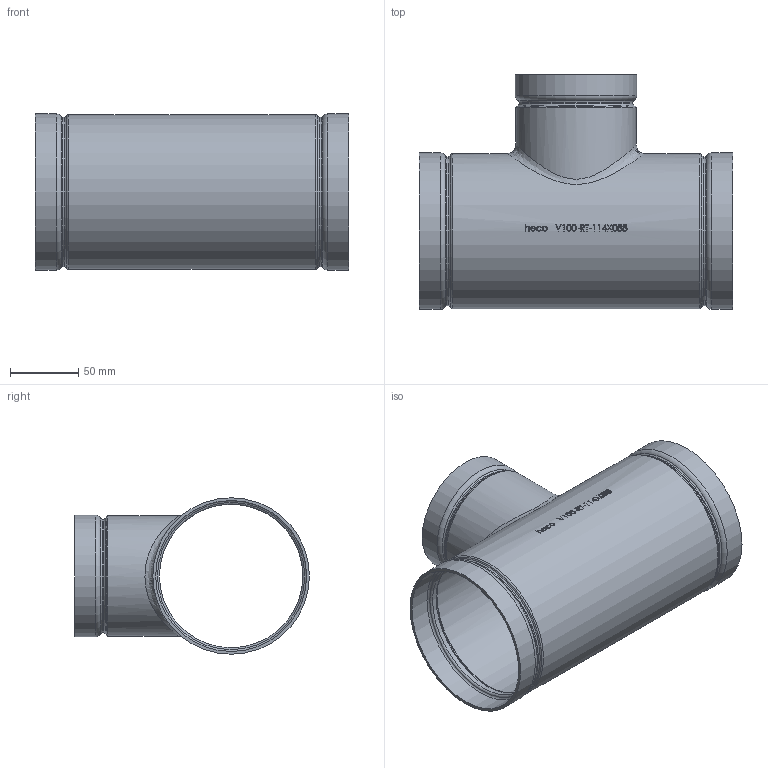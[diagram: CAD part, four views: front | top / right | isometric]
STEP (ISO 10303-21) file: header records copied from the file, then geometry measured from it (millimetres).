
FILE_DESCRIPTION (( 'STEP AP214' ), '1' );
FILE_NAME ('V100-RT-114X088-x Typ E493 DN100x80 400x300 Ø114,3x88,9 1812.STEP', '2018-12-17T08:13:46', ( '' ), ( '' ), 'SwSTEP 2.0', 'SolidWorks 2016', '' );
FILE_SCHEMA (( 'AUTOMOTIVE_DESIGN' ));
Length unit declared in the file: inch
Products named in the file (1): V100-RT-114X088-x Typ E493 DN100x80 400x300 Ø114,3x88,9 1812
Bounding box: 228.6 x 171.45 x 114.3 mm (x, y, z)
Volume: 190670.9 mm3; surface area: 188969.9 mm2
Topology: 1 solids, 1 shells, 272 faces, 689 edges, 450 vertices
Faces by surface type: bspline 126, plane 70, cylinder 46, torus 24, cone 6
Full cylindrical faces by diameter (mm): 79.121 x1, 83.185 x1, 83.718 x1, 84.836 x1, 87.782 x1, 88.9 x1, 104.775 x2, 108.839 x2, 109.118 x1, 110.236 x2, 113.182 x1, 114.3 x2
Entity records: 31665 total; most frequent: CARTESIAN_POINT 23701, ORIENTED_EDGE 1250, DIRECTION 626, EDGE_CURVE 625, VERTEX_POINT 434, B_SPLINE_CURVE_WITH_KNOTS 395, EDGE_LOOP 355, FACE_OUTER_BOUND 314
